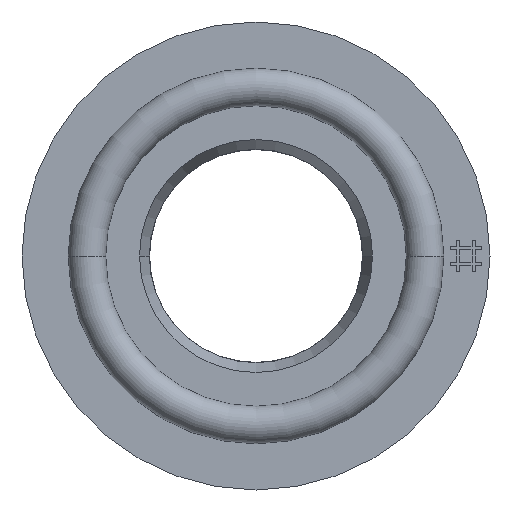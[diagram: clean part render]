
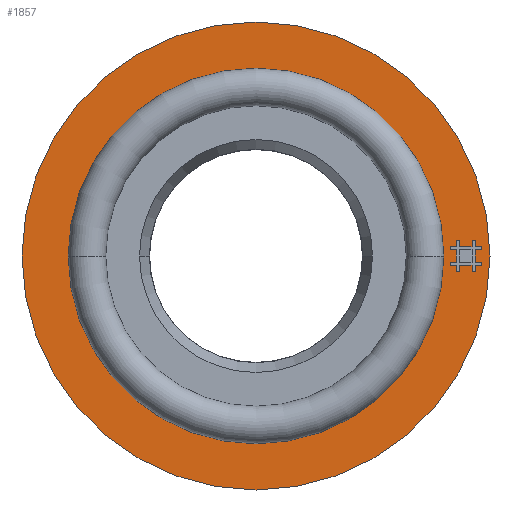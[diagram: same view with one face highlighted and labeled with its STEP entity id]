
A CAD part, front view. The second image highlights one B-rep face of the part: STEP entity #1857.
In plain terms, the highlighted planar face has unit normal (0, -1, 0).
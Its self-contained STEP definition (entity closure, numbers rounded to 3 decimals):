
#7=CARTESIAN_POINT('',(0.,0.,0.));
#8=DIRECTION('',(0.,-1.,0.));
#9=DIRECTION('',(1.,0.,0.));
#10=AXIS2_PLACEMENT_3D('',#7,#8,#9);
#436=CARTESIAN_POINT('',(0.,0.,0.));
#437=DIRECTION('',(0.,-1.,0.));
#438=DIRECTION('',(1.,0.,0.));
#439=AXIS2_PLACEMENT_3D('',#436,#437,#438);
#441=CARTESIAN_POINT('',(0.,0.,0.));
#442=DIRECTION('',(0.,1.,0.));
#443=DIRECTION('',(1.,0.,0.));
#444=AXIS2_PLACEMENT_3D('',#441,#442,#443);
#446=DIRECTION('',(1.,0.,0.));
#447=VECTOR('',#446,0.2);
#448=CARTESIAN_POINT('',(6.2,0.,0.2));
#449=LINE('',#448,#447);
#450=DIRECTION('',(0.,0.,-1.));
#451=VECTOR('',#450,0.4);
#452=CARTESIAN_POINT('',(6.4,0.,0.2));
#453=LINE('',#452,#451);
#454=DIRECTION('',(-1.,0.,0.));
#455=VECTOR('',#454,0.2);
#456=CARTESIAN_POINT('',(6.4,0.,-0.2));
#457=LINE('',#456,#455);
#458=DIRECTION('',(0.,0.,-1.));
#459=VECTOR('',#458,0.1);
#460=CARTESIAN_POINT('',(6.2,0.,-0.2));
#461=LINE('',#460,#459);
#462=DIRECTION('',(1.,0.,0.));
#463=VECTOR('',#462,0.2);
#464=CARTESIAN_POINT('',(6.2,0.,-0.3));
#465=LINE('',#464,#463);
#466=DIRECTION('',(0.,0.,-1.));
#467=VECTOR('',#466,0.2);
#468=CARTESIAN_POINT('',(6.4,0.,-0.3));
#469=LINE('',#468,#467);
#470=DIRECTION('',(1.,0.,0.));
#471=VECTOR('',#470,0.1);
#472=CARTESIAN_POINT('',(6.4,0.,-0.5));
#473=LINE('',#472,#471);
#474=DIRECTION('',(0.,0.,1.));
#475=VECTOR('',#474,0.2);
#476=CARTESIAN_POINT('',(6.5,0.,-0.5));
#477=LINE('',#476,#475);
#478=DIRECTION('',(1.,0.,0.));
#479=VECTOR('',#478,0.4);
#480=CARTESIAN_POINT('',(6.5,0.,-0.3));
#481=LINE('',#480,#479);
#482=DIRECTION('',(0.,0.,-1.));
#483=VECTOR('',#482,0.2);
#484=CARTESIAN_POINT('',(6.9,0.,-0.3));
#485=LINE('',#484,#483);
#486=DIRECTION('',(1.,0.,0.));
#487=VECTOR('',#486,0.1);
#488=CARTESIAN_POINT('',(6.9,0.,-0.5));
#489=LINE('',#488,#487);
#490=DIRECTION('',(0.,0.,1.));
#491=VECTOR('',#490,0.2);
#492=CARTESIAN_POINT('',(7.,0.,-0.5));
#493=LINE('',#492,#491);
#494=DIRECTION('',(1.,0.,0.));
#495=VECTOR('',#494,0.2);
#496=CARTESIAN_POINT('',(7.,0.,-0.3));
#497=LINE('',#496,#495);
#498=DIRECTION('',(0.,0.,1.));
#499=VECTOR('',#498,0.1);
#500=CARTESIAN_POINT('',(7.2,0.,-0.3));
#501=LINE('',#500,#499);
#502=DIRECTION('',(-1.,0.,0.));
#503=VECTOR('',#502,0.2);
#504=CARTESIAN_POINT('',(7.2,0.,-0.2));
#505=LINE('',#504,#503);
#506=DIRECTION('',(0.,0.,1.));
#507=VECTOR('',#506,0.4);
#508=CARTESIAN_POINT('',(7.,0.,-0.2));
#509=LINE('',#508,#507);
#510=DIRECTION('',(1.,0.,0.));
#511=VECTOR('',#510,0.2);
#512=CARTESIAN_POINT('',(7.,0.,0.2));
#513=LINE('',#512,#511);
#514=DIRECTION('',(0.,0.,1.));
#515=VECTOR('',#514,0.1);
#516=CARTESIAN_POINT('',(7.2,0.,0.2));
#517=LINE('',#516,#515);
#518=DIRECTION('',(-1.,0.,0.));
#519=VECTOR('',#518,0.2);
#520=CARTESIAN_POINT('',(7.2,0.,0.3));
#521=LINE('',#520,#519);
#522=DIRECTION('',(0.,0.,1.));
#523=VECTOR('',#522,0.2);
#524=CARTESIAN_POINT('',(7.,0.,0.3));
#525=LINE('',#524,#523);
#526=DIRECTION('',(-1.,0.,0.));
#527=VECTOR('',#526,0.1);
#528=CARTESIAN_POINT('',(7.,0.,0.5));
#529=LINE('',#528,#527);
#530=DIRECTION('',(0.,0.,-1.));
#531=VECTOR('',#530,0.2);
#532=CARTESIAN_POINT('',(6.9,0.,0.5));
#533=LINE('',#532,#531);
#534=DIRECTION('',(-1.,0.,0.));
#535=VECTOR('',#534,0.4);
#536=CARTESIAN_POINT('',(6.9,0.,0.3));
#537=LINE('',#536,#535);
#538=DIRECTION('',(0.,0.,1.));
#539=VECTOR('',#538,0.2);
#540=CARTESIAN_POINT('',(6.5,0.,0.3));
#541=LINE('',#540,#539);
#542=DIRECTION('',(-1.,0.,0.));
#543=VECTOR('',#542,0.1);
#544=CARTESIAN_POINT('',(6.5,0.,0.5));
#545=LINE('',#544,#543);
#546=DIRECTION('',(0.,0.,-1.));
#547=VECTOR('',#546,0.2);
#548=CARTESIAN_POINT('',(6.4,0.,0.5));
#549=LINE('',#548,#547);
#550=DIRECTION('',(-1.,0.,0.));
#551=VECTOR('',#550,0.2);
#552=CARTESIAN_POINT('',(6.4,0.,0.3));
#553=LINE('',#552,#551);
#554=DIRECTION('',(0.,0.,-1.));
#555=VECTOR('',#554,0.1);
#556=CARTESIAN_POINT('',(6.2,0.,0.3));
#557=LINE('',#556,#555);
#583=CARTESIAN_POINT('',(0.,0.,0.));
#584=DIRECTION('',(0.,1.,0.));
#585=DIRECTION('',(1.,0.,0.));
#586=AXIS2_PLACEMENT_3D('',#583,#584,#585);
#901=CARTESIAN_POINT('',(6.,0.,0.));
#903=VERTEX_POINT('',#901);
#909=CARTESIAN_POINT('',(-6.,0.,0.));
#911=VERTEX_POINT('',#909);
#912=CARTESIAN_POINT('',(7.475,0.,0.));
#913=CARTESIAN_POINT('',(-7.475,0.,0.));
#914=VERTEX_POINT('',#912);
#915=VERTEX_POINT('',#913);
#1080=CARTESIAN_POINT('',(6.2,0.,0.2));
#1081=CARTESIAN_POINT('',(6.4,0.,0.2));
#1082=VERTEX_POINT('',#1080);
#1083=VERTEX_POINT('',#1081);
#1084=CARTESIAN_POINT('',(6.4,0.,-0.2));
#1085=VERTEX_POINT('',#1084);
#1086=CARTESIAN_POINT('',(6.2,0.,-0.2));
#1087=VERTEX_POINT('',#1086);
#1088=CARTESIAN_POINT('',(6.2,0.,-0.3));
#1089=VERTEX_POINT('',#1088);
#1090=CARTESIAN_POINT('',(6.4,0.,-0.3));
#1091=VERTEX_POINT('',#1090);
#1092=CARTESIAN_POINT('',(6.4,0.,-0.5));
#1093=VERTEX_POINT('',#1092);
#1094=CARTESIAN_POINT('',(6.5,0.,-0.5));
#1095=VERTEX_POINT('',#1094);
#1096=CARTESIAN_POINT('',(6.5,0.,-0.3));
#1097=VERTEX_POINT('',#1096);
#1098=CARTESIAN_POINT('',(6.9,0.,-0.3));
#1099=VERTEX_POINT('',#1098);
#1100=CARTESIAN_POINT('',(6.9,0.,-0.5));
#1101=VERTEX_POINT('',#1100);
#1102=CARTESIAN_POINT('',(7.,0.,-0.5));
#1103=VERTEX_POINT('',#1102);
#1104=CARTESIAN_POINT('',(7.,0.,-0.3));
#1105=VERTEX_POINT('',#1104);
#1106=CARTESIAN_POINT('',(7.2,0.,-0.3));
#1107=VERTEX_POINT('',#1106);
#1108=CARTESIAN_POINT('',(7.2,0.,-0.2));
#1109=VERTEX_POINT('',#1108);
#1110=CARTESIAN_POINT('',(7.,0.,-0.2));
#1111=VERTEX_POINT('',#1110);
#1112=CARTESIAN_POINT('',(7.,0.,0.2));
#1113=VERTEX_POINT('',#1112);
#1114=CARTESIAN_POINT('',(7.2,0.,0.2));
#1115=VERTEX_POINT('',#1114);
#1116=CARTESIAN_POINT('',(7.2,0.,0.3));
#1117=VERTEX_POINT('',#1116);
#1118=CARTESIAN_POINT('',(7.,0.,0.3));
#1119=VERTEX_POINT('',#1118);
#1120=CARTESIAN_POINT('',(7.,0.,0.5));
#1121=VERTEX_POINT('',#1120);
#1122=CARTESIAN_POINT('',(6.9,0.,0.5));
#1123=VERTEX_POINT('',#1122);
#1124=CARTESIAN_POINT('',(6.9,0.,0.3));
#1125=VERTEX_POINT('',#1124);
#1126=CARTESIAN_POINT('',(6.5,0.,0.3));
#1127=VERTEX_POINT('',#1126);
#1128=CARTESIAN_POINT('',(6.5,0.,0.5));
#1129=VERTEX_POINT('',#1128);
#1130=CARTESIAN_POINT('',(6.4,0.,0.5));
#1131=VERTEX_POINT('',#1130);
#1132=CARTESIAN_POINT('',(6.4,0.,0.3));
#1133=VERTEX_POINT('',#1132);
#1134=CARTESIAN_POINT('',(6.2,0.,0.3));
#1135=VERTEX_POINT('',#1134);
#1785=CARTESIAN_POINT('',(0.,0.,0.));
#1786=DIRECTION('',(0.,-1.,0.));
#1787=DIRECTION('',(-1.,0.,0.));
#1788=AXIS2_PLACEMENT_3D('',#1785,#1786,#1787);
#1789=PLANE('',#1788);
#1791=ORIENTED_EDGE('',*,*,#1790,.T.);
#1792=ORIENTED_EDGE('',*,*,#1153,.F.);
#1793=EDGE_LOOP('',(#1791,#1792));
#1794=FACE_OUTER_BOUND('',#1793,.F.);
#1795=ORIENTED_EDGE('',*,*,#1780,.T.);
#1796=ORIENTED_EDGE('',*,*,#1764,.F.);
#1797=EDGE_LOOP('',(#1795,#1796));
#1798=FACE_BOUND('',#1797,.F.);
#1800=ORIENTED_EDGE('',*,*,#1799,.T.);
#1802=ORIENTED_EDGE('',*,*,#1801,.T.);
#1804=ORIENTED_EDGE('',*,*,#1803,.T.);
#1806=ORIENTED_EDGE('',*,*,#1805,.T.);
#1808=ORIENTED_EDGE('',*,*,#1807,.T.);
#1810=ORIENTED_EDGE('',*,*,#1809,.T.);
#1812=ORIENTED_EDGE('',*,*,#1811,.T.);
#1814=ORIENTED_EDGE('',*,*,#1813,.T.);
#1816=ORIENTED_EDGE('',*,*,#1815,.T.);
#1818=ORIENTED_EDGE('',*,*,#1817,.T.);
#1820=ORIENTED_EDGE('',*,*,#1819,.T.);
#1822=ORIENTED_EDGE('',*,*,#1821,.T.);
#1824=ORIENTED_EDGE('',*,*,#1823,.T.);
#1826=ORIENTED_EDGE('',*,*,#1825,.T.);
#1828=ORIENTED_EDGE('',*,*,#1827,.T.);
#1830=ORIENTED_EDGE('',*,*,#1829,.T.);
#1832=ORIENTED_EDGE('',*,*,#1831,.T.);
#1834=ORIENTED_EDGE('',*,*,#1833,.T.);
#1836=ORIENTED_EDGE('',*,*,#1835,.T.);
#1838=ORIENTED_EDGE('',*,*,#1837,.T.);
#1840=ORIENTED_EDGE('',*,*,#1839,.T.);
#1842=ORIENTED_EDGE('',*,*,#1841,.T.);
#1844=ORIENTED_EDGE('',*,*,#1843,.T.);
#1846=ORIENTED_EDGE('',*,*,#1845,.T.);
#1848=ORIENTED_EDGE('',*,*,#1847,.T.);
#1850=ORIENTED_EDGE('',*,*,#1849,.T.);
#1852=ORIENTED_EDGE('',*,*,#1851,.T.);
#1854=ORIENTED_EDGE('',*,*,#1853,.T.);
#1855=EDGE_LOOP('',(#1800,#1802,#1804,#1806,#1808,#1810,#1812,#1814,#1816,#1818,
#1820,#1822,#1824,#1826,#1828,#1830,#1832,#1834,#1836,#1838,#1840,#1842,#1844,
#1846,#1848,#1850,#1852,#1854));
#1856=FACE_BOUND('',#1855,.F.);
#1857=ADVANCED_FACE('',(#1794,#1798,#1856),#1789,.T.);
#11=CIRCLE('',#10,7.475);
#440=CIRCLE('',#439,6.);
#445=CIRCLE('',#444,6.);
#587=CIRCLE('',#586,7.475);
#1153=EDGE_CURVE('',#914,#915,#11,.T.);
#1764=EDGE_CURVE('',#903,#911,#445,.T.);
#1780=EDGE_CURVE('',#903,#911,#440,.T.);
#1790=EDGE_CURVE('',#914,#915,#587,.T.);
#1799=EDGE_CURVE('',#1082,#1083,#449,.T.);
#1801=EDGE_CURVE('',#1083,#1085,#453,.T.);
#1803=EDGE_CURVE('',#1085,#1087,#457,.T.);
#1805=EDGE_CURVE('',#1087,#1089,#461,.T.);
#1807=EDGE_CURVE('',#1089,#1091,#465,.T.);
#1809=EDGE_CURVE('',#1091,#1093,#469,.T.);
#1811=EDGE_CURVE('',#1093,#1095,#473,.T.);
#1813=EDGE_CURVE('',#1095,#1097,#477,.T.);
#1815=EDGE_CURVE('',#1097,#1099,#481,.T.);
#1817=EDGE_CURVE('',#1099,#1101,#485,.T.);
#1819=EDGE_CURVE('',#1101,#1103,#489,.T.);
#1821=EDGE_CURVE('',#1103,#1105,#493,.T.);
#1823=EDGE_CURVE('',#1105,#1107,#497,.T.);
#1825=EDGE_CURVE('',#1107,#1109,#501,.T.);
#1827=EDGE_CURVE('',#1109,#1111,#505,.T.);
#1829=EDGE_CURVE('',#1111,#1113,#509,.T.);
#1831=EDGE_CURVE('',#1113,#1115,#513,.T.);
#1833=EDGE_CURVE('',#1115,#1117,#517,.T.);
#1835=EDGE_CURVE('',#1117,#1119,#521,.T.);
#1837=EDGE_CURVE('',#1119,#1121,#525,.T.);
#1839=EDGE_CURVE('',#1121,#1123,#529,.T.);
#1841=EDGE_CURVE('',#1123,#1125,#533,.T.);
#1843=EDGE_CURVE('',#1125,#1127,#537,.T.);
#1845=EDGE_CURVE('',#1127,#1129,#541,.T.);
#1847=EDGE_CURVE('',#1129,#1131,#545,.T.);
#1849=EDGE_CURVE('',#1131,#1133,#549,.T.);
#1851=EDGE_CURVE('',#1133,#1135,#553,.T.);
#1853=EDGE_CURVE('',#1135,#1082,#557,.T.);
